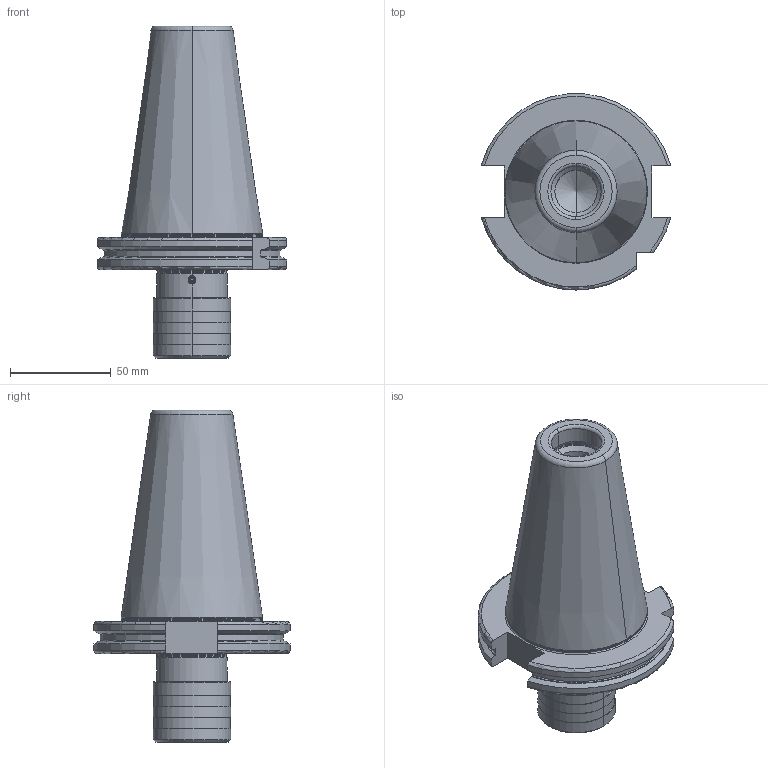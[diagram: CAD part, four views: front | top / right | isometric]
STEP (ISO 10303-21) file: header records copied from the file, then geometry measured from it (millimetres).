
FILE_DESCRIPTION((''),'2;1');
FILE_NAME('502_16_12','2020-10-07T',('104091'),(''),'CREO PARAMETRIC BY PTC INC, 2016260','CREO PARAMETRIC BY PTC INC, 2016260','');
FILE_SCHEMA(('CONFIG_CONTROL_DESIGN'));
Length unit declared in the file: millimetre
Products named in the file (1): 502_16_12
Bounding box: 94.05 x 97.31 x 164.75 mm (x, y, z)
Volume: 377668.2 mm3; surface area: 52875 mm2
Topology: 1 solids, 1 shells, 185 faces, 449 edges, 274 vertices
Faces by surface type: plane 54, cylinder 49, cone 40, torus 36, sphere 6
Entity records: 5830 total; most frequent: CARTESIAN_POINT 1471, DIRECTION 950, ORIENTED_EDGE 878, EDGE_CURVE 439, AXIS2_PLACEMENT_3D 393, VERTEX_POINT 274, CIRCLE 205, EDGE_LOOP 203
